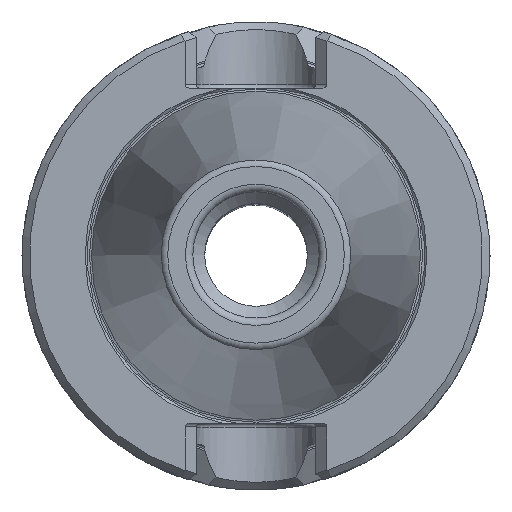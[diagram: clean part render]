
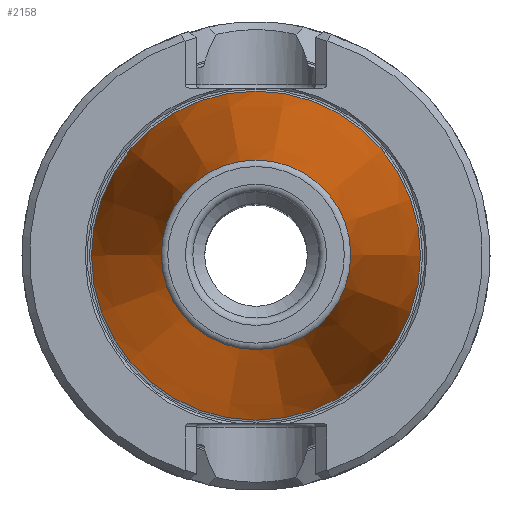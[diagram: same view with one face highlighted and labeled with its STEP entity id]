
A CAD part, top view. The second image highlights one B-rep face of the part: STEP entity #2158.
In plain terms, the highlighted conical face has half-angle 8.297 degrees and reference radius 12.396 mm.
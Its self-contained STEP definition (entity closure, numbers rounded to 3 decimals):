
#254=CONICAL_SURFACE('',#2301,12.396,0.145);
#335=ORIENTED_EDGE('',*,*,#697,.T.);
#336=ORIENTED_EDGE('',*,*,#696,.F.);
#696=EDGE_CURVE('',#893,#893,#1036,.F.);
#697=EDGE_CURVE('',#894,#894,#1037,.F.);
#893=VERTEX_POINT('',#2942);
#894=VERTEX_POINT('',#2945);
#1036=CIRCLE('',#2300,12.763);
#1037=CIRCLE('',#2302,22.149);
#1148=EDGE_LOOP('',(#335));
#1149=EDGE_LOOP('',(#336));
#1298=FACE_BOUND('',#1148,.T.);
#1299=FACE_BOUND('',#1149,.T.);
#2158=ADVANCED_FACE('',(#1298,#1299),#254,.T.);
#2300=AXIS2_PLACEMENT_3D('',#2941,#2554,#2555);
#2301=AXIS2_PLACEMENT_3D('',#2943,#2556,#2557);
#2302=AXIS2_PLACEMENT_3D('',#2944,#2558,#2559);
#2554=DIRECTION('',(0.,0.,-1.));
#2555=DIRECTION('',(-1.,0.,0.));
#2556=DIRECTION('',(0.,0.,-1.));
#2557=DIRECTION('',(-1.,0.,0.));
#2558=DIRECTION('',(0.,0.,-1.));
#2559=DIRECTION('',(-1.,0.,0.));
#2941=CARTESIAN_POINT('',(0.,0.,64.886));
#2942=CARTESIAN_POINT('',(-12.763,0.,64.886));
#2943=CARTESIAN_POINT('',(0.,0.,67.4));
#2944=CARTESIAN_POINT('',(0.,0.,0.524));
#2945=CARTESIAN_POINT('',(-22.149,0.,0.524));
